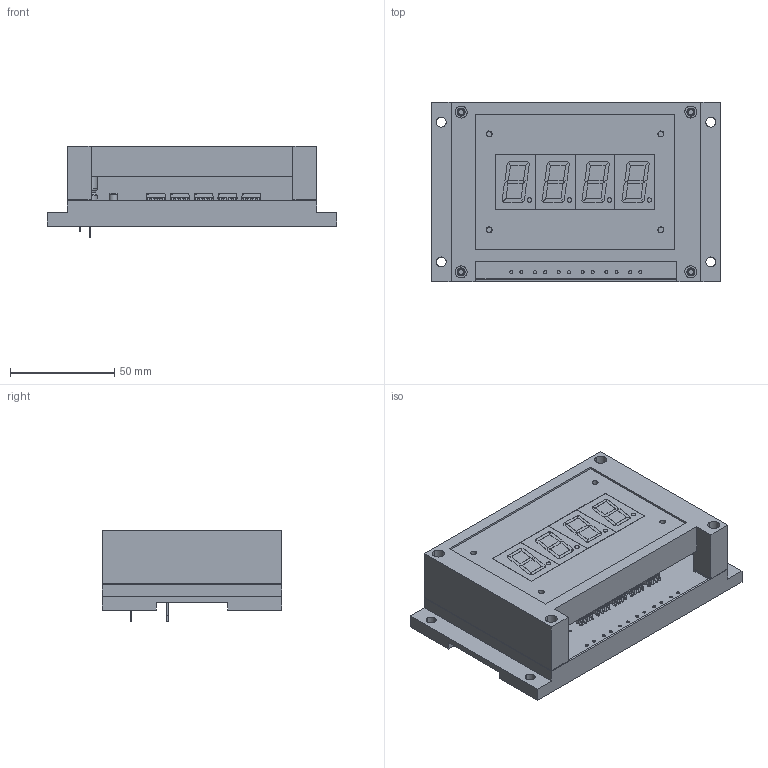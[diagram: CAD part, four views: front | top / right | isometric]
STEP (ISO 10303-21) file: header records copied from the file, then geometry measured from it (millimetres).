
FILE_DESCRIPTION(('FreeCAD Model'),'2;1');
FILE_NAME('Open CASCADE Shape Model','2025-05-05T04:54:33',('FreeCAD'),( 'FreeCAD'),'Open CASCADE STEP processor 7.6','FreeCAD','Unknown');
FILE_SCHEMA(('AUTOMOTIVE_DESIGN { 1 0 10303 214 1 1 1 1 }'));
Products named in the file (1): Open CASCADE STEP translator 7.6 1
Bounding box: 138.84 x 86.18 x 43.86 mm (x, y, z)
Volume: 119533.1 mm3; surface area: 114717.3 mm2
Topology: 107 solids, 148 shells, 2075 faces, 5217 edges, 3452 vertices
Faces by surface type: bspline 2075
Entity records: 68400 total; most frequent: CARTESIAN_POINT 36423, ORIENTED_EDGE 10426, EDGE_CURVE 5213, B_SPLINE_CURVE_WITH_KNOTS 3888, VERTEX_POINT 3452, FACE_BOUND 2587, EDGE_LOOP 2587, ADVANCED_FACE 2075
